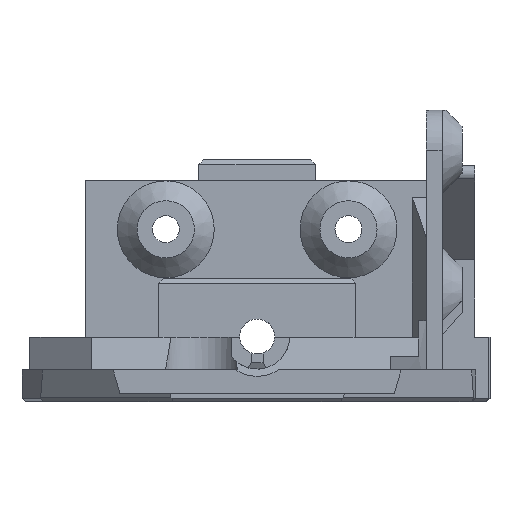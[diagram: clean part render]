
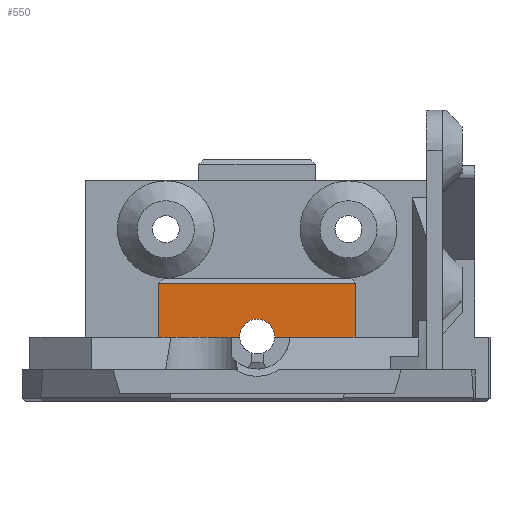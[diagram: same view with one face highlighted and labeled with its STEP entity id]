
A CAD part, front view. The second image highlights one B-rep face of the part: STEP entity #550.
In plain terms, the highlighted planar face has unit normal (0, -1, 0).
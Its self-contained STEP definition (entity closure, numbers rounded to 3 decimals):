
#40 = EDGE_CURVE ( 'NONE', #3655, #6116, #495, .T. ) ;
#357 = CARTESIAN_POINT ( 'NONE',  ( 124.502, -147.605, 130.8 ) ) ;
#495 = LINE ( 'NONE', #6657, #2405 ) ;
#533 = DIRECTION ( 'NONE',  ( -1., 0., 0. ) ) ;
#550 = ADVANCED_FACE ( 'NONE', ( #7716 ), #813, .F. ) ;
#642 = DIRECTION ( 'NONE',  ( -1., 0., 0. ) ) ;
#666 = CARTESIAN_POINT ( 'NONE',  ( 139.099, -147.605, 138.2 ) ) ;
#813 = PLANE ( 'NONE',  #5627 ) ;
#893 = DIRECTION ( 'NONE',  ( 0., 0., -1. ) ) ;
#921 = CARTESIAN_POINT ( 'NONE',  ( 126.699, -147.605, 130.8 ) ) ;
#1373 = ORIENTED_EDGE ( 'NONE', *, *, #1744, .T. ) ;
#1503 = EDGE_CURVE ( 'NONE', #5397, #4861, #5144, .T. ) ;
#1744 = EDGE_CURVE ( 'NONE', #9747, #6116, #2365, .T. ) ;
#1802 = VECTOR ( 'NONE', #642, 1000. ) ;
#2317 = CARTESIAN_POINT ( 'NONE',  ( 114.299, -147.605, 130.8 ) ) ;
#2365 = LINE ( 'NONE', #2474, #4304 ) ;
#2405 = VECTOR ( 'NONE', #9718, 1000. ) ;
#2474 = CARTESIAN_POINT ( 'NONE',  ( 114.299, -147.605, 138.2 ) ) ;
#2645 = CARTESIAN_POINT ( 'NONE',  ( 139.099, -147.605, 138.2 ) ) ;
#2882 = EDGE_LOOP ( 'NONE', ( #5859, #9730, #1373, #6536, #8848, #8387 ) ) ;
#3655 = VERTEX_POINT ( 'NONE', #357 ) ;
#3813 = VECTOR ( 'NONE', #5704, 1000. ) ;
#4212 = CARTESIAN_POINT ( 'NONE',  ( 139.099, -147.605, 130.8 ) ) ;
#4304 = VECTOR ( 'NONE', #893, 1000. ) ;
#4397 = AXIS2_PLACEMENT_3D ( 'NONE', #9443, #4860, #533 ) ;
#4860 = DIRECTION ( 'NONE',  ( 0., -1., 0. ) ) ;
#4861 = VERTEX_POINT ( 'NONE', #4212 ) ;
#5144 = LINE ( 'NONE', #2645, #3813 ) ;
#5280 = LINE ( 'NONE', #8967, #1802 ) ;
#5397 = VERTEX_POINT ( 'NONE', #8577 ) ;
#5627 = AXIS2_PLACEMENT_3D ( 'NONE', #666, #8426, #6924 ) ;
#5704 = DIRECTION ( 'NONE',  ( 0., 0., -1. ) ) ;
#5859 = ORIENTED_EDGE ( 'NONE', *, *, #1503, .F. ) ;
#6116 = VERTEX_POINT ( 'NONE', #2317 ) ;
#6461 = CARTESIAN_POINT ( 'NONE',  ( 114.299, -147.605, 137.6 ) ) ;
#6485 = VECTOR ( 'NONE', #9433, 1000. ) ;
#6534 = CARTESIAN_POINT ( 'NONE',  ( 128.897, -147.605, 130.8 ) ) ;
#6536 = ORIENTED_EDGE ( 'NONE', *, *, #40, .F. ) ;
#6657 = CARTESIAN_POINT ( 'NONE',  ( 126.699, -147.605, 130.8 ) ) ;
#6924 = DIRECTION ( 'NONE',  ( 0., 0., 1. ) ) ;
#7158 = EDGE_CURVE ( 'NONE', #5397, #9747, #5280, .T. ) ;
#7716 = FACE_OUTER_BOUND ( 'NONE', #2882, .T. ) ;
#8387 = ORIENTED_EDGE ( 'NONE', *, *, #9263, .F. ) ;
#8426 = DIRECTION ( 'NONE',  ( 0., 1., 0. ) ) ;
#8577 = CARTESIAN_POINT ( 'NONE',  ( 139.099, -147.605, 137.6 ) ) ;
#8749 = CIRCLE ( 'NONE', #4397, 2.2 ) ;
#8788 = LINE ( 'NONE', #921, #6485 ) ;
#8848 = ORIENTED_EDGE ( 'NONE', *, *, #8917, .F. ) ;
#8917 = EDGE_CURVE ( 'NONE', #8974, #3655, #8749, .T. ) ;
#8967 = CARTESIAN_POINT ( 'NONE',  ( 114.299, -147.605, 137.6 ) ) ;
#8974 = VERTEX_POINT ( 'NONE', #6534 ) ;
#9263 = EDGE_CURVE ( 'NONE', #4861, #8974, #8788, .T. ) ;
#9433 = DIRECTION ( 'NONE',  ( -1., 0., 0. ) ) ;
#9443 = CARTESIAN_POINT ( 'NONE',  ( 126.699, -147.605, 130.9 ) ) ;
#9718 = DIRECTION ( 'NONE',  ( -1., 0., 0. ) ) ;
#9730 = ORIENTED_EDGE ( 'NONE', *, *, #7158, .T. ) ;
#9747 = VERTEX_POINT ( 'NONE', #6461 ) ;
